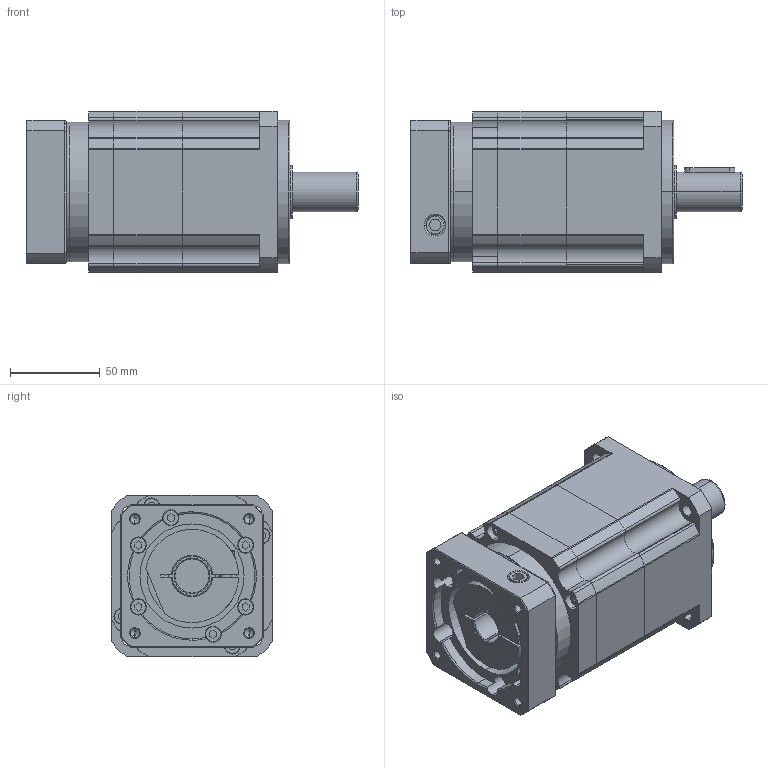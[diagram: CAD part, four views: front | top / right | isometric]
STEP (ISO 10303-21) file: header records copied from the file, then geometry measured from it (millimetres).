
FILE_DESCRIPTION (( 'STEP AP203' ), '1' );
FILE_NAME ('PGH90-L2-19-70-90-M6-A22.STEP', '2023-12-09T03:20:15', ( '' ), ( '' ), 'SwSTEP 2.0', 'SolidWorks 2018', '' );
FILE_SCHEMA (( 'CONFIG_CONTROL_DESIGN' ));
Length unit declared in the file: millimetre
Products named in the file (1): PGH90-L2-19-70-90-M6-A22
Bounding box: 185 x 90 x 90 mm (x, y, z)
Volume: 940590.2 mm3; surface area: 141490.4 mm2
Topology: 21 solids, 21 shells, 574 faces, 1401 edges, 896 vertices
Faces by surface type: cylinder 248, plane 210, cone 68, torus 45, bspline 3
Entity records: 19066 total; most frequent: CARTESIAN_POINT 5112, DIRECTION 3089, ORIENTED_EDGE 2782, EDGE_CURVE 1391, AXIS2_PLACEMENT_3D 1214, VERTEX_POINT 896, LINE 661, VECTOR 661
